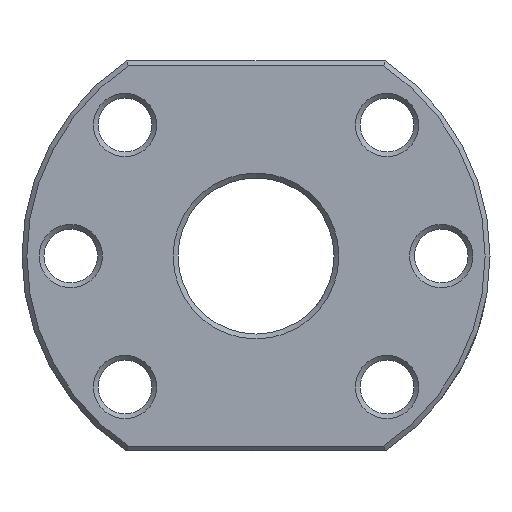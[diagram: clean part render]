
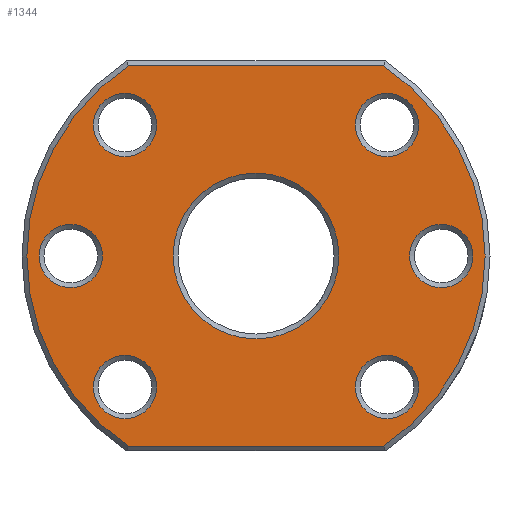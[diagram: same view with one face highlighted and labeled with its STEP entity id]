
A CAD part, front view. The second image highlights one B-rep face of the part: STEP entity #1344.
In plain terms, the highlighted planar face has unit normal (0, -1, 0).
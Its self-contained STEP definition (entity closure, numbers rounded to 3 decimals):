
#17=FACE_BOUND('',#238,.T.);
#18=FACE_BOUND('',#239,.T.);
#19=FACE_BOUND('',#240,.T.);
#20=FACE_BOUND('',#241,.T.);
#21=FACE_BOUND('',#242,.T.);
#22=FACE_BOUND('',#243,.T.);
#23=FACE_BOUND('',#244,.T.);
#56=PLANE('',#1442);
#76=CIRCLE('',#1441,8.5);
#77=CIRCLE('',#1443,23.5);
#78=CIRCLE('',#1444,23.5);
#79=CIRCLE('',#1445,3.25);
#80=CIRCLE('',#1446,3.25);
#81=CIRCLE('',#1447,3.25);
#82=CIRCLE('',#1448,3.25);
#83=CIRCLE('',#1449,3.25);
#84=CIRCLE('',#1450,3.25);
#156=FACE_OUTER_BOUND('',#237,.T.);
#237=EDGE_LOOP('',(#1104,#1105,#1106,#1107));
#238=EDGE_LOOP('',(#1108));
#239=EDGE_LOOP('',(#1109));
#240=EDGE_LOOP('',(#1110));
#241=EDGE_LOOP('',(#1111));
#242=EDGE_LOOP('',(#1112));
#243=EDGE_LOOP('',(#1113));
#244=EDGE_LOOP('',(#1114));
#415=LINE('',#4256,#484);
#416=LINE('',#4259,#485);
#484=VECTOR('',#1653,10.);
#485=VECTOR('',#1656,10.);
#601=VERTEX_POINT('',#4248);
#602=VERTEX_POINT('',#4252);
#603=VERTEX_POINT('',#4253);
#604=VERTEX_POINT('',#4255);
#605=VERTEX_POINT('',#4257);
#606=VERTEX_POINT('',#4260);
#607=VERTEX_POINT('',#4262);
#608=VERTEX_POINT('',#4264);
#609=VERTEX_POINT('',#4266);
#610=VERTEX_POINT('',#4268);
#611=VERTEX_POINT('',#4270);
#773=EDGE_CURVE('',#601,#601,#76,.T.);
#774=EDGE_CURVE('',#602,#603,#77,.T.);
#775=EDGE_CURVE('',#604,#602,#415,.T.);
#776=EDGE_CURVE('',#605,#604,#78,.T.);
#777=EDGE_CURVE('',#603,#605,#416,.T.);
#778=EDGE_CURVE('',#606,#606,#79,.T.);
#779=EDGE_CURVE('',#607,#607,#80,.T.);
#780=EDGE_CURVE('',#608,#608,#81,.T.);
#781=EDGE_CURVE('',#609,#609,#82,.T.);
#782=EDGE_CURVE('',#610,#610,#83,.T.);
#783=EDGE_CURVE('',#611,#611,#84,.T.);
#1104=ORIENTED_EDGE('',*,*,#774,.F.);
#1105=ORIENTED_EDGE('',*,*,#775,.F.);
#1106=ORIENTED_EDGE('',*,*,#776,.F.);
#1107=ORIENTED_EDGE('',*,*,#777,.F.);
#1108=ORIENTED_EDGE('',*,*,#778,.T.);
#1109=ORIENTED_EDGE('',*,*,#779,.T.);
#1110=ORIENTED_EDGE('',*,*,#780,.T.);
#1111=ORIENTED_EDGE('',*,*,#781,.T.);
#1112=ORIENTED_EDGE('',*,*,#782,.T.);
#1113=ORIENTED_EDGE('',*,*,#783,.T.);
#1114=ORIENTED_EDGE('',*,*,#773,.F.);
#1344=ADVANCED_FACE('',(#156,#17,#18,#19,#20,#21,#22,#23),#56,.F.);
#1441=AXIS2_PLACEMENT_3D('',#4250,#1647,#1648);
#1442=AXIS2_PLACEMENT_3D('',#4251,#1649,#1650);
#1443=AXIS2_PLACEMENT_3D('',#4254,#1651,#1652);
#1444=AXIS2_PLACEMENT_3D('',#4258,#1654,#1655);
#1445=AXIS2_PLACEMENT_3D('',#4261,#1657,#1658);
#1446=AXIS2_PLACEMENT_3D('',#4263,#1659,#1660);
#1447=AXIS2_PLACEMENT_3D('',#4265,#1661,#1662);
#1448=AXIS2_PLACEMENT_3D('',#4267,#1663,#1664);
#1449=AXIS2_PLACEMENT_3D('',#4269,#1665,#1666);
#1450=AXIS2_PLACEMENT_3D('',#4271,#1667,#1668);
#1647=DIRECTION('center_axis',(0.,-1.,0.));
#1648=DIRECTION('ref_axis',(1.,0.,0.));
#1649=DIRECTION('center_axis',(0.,1.,0.));
#1650=DIRECTION('ref_axis',(1.,0.,0.));
#1651=DIRECTION('center_axis',(0.,1.,0.));
#1652=DIRECTION('ref_axis',(-0.553,0.,-0.833));
#1653=DIRECTION('',(-1.,0.,0.));
#1654=DIRECTION('center_axis',(0.,1.,0.));
#1655=DIRECTION('ref_axis',(0.553,0.,0.833));
#1656=DIRECTION('',(1.,0.,0.));
#1657=DIRECTION('center_axis',(0.,1.,0.));
#1658=DIRECTION('ref_axis',(0.,0.,-1.));
#1659=DIRECTION('center_axis',(0.,1.,0.));
#1660=DIRECTION('ref_axis',(0.,0.,-1.));
#1661=DIRECTION('center_axis',(0.,1.,0.));
#1662=DIRECTION('ref_axis',(0.,0.,-1.));
#1663=DIRECTION('center_axis',(0.,1.,0.));
#1664=DIRECTION('ref_axis',(0.,0.,-1.));
#1665=DIRECTION('center_axis',(0.,1.,0.));
#1666=DIRECTION('ref_axis',(0.,0.,-1.));
#1667=DIRECTION('center_axis',(0.,1.,0.));
#1668=DIRECTION('ref_axis',(0.,0.,-1.));
#4248=CARTESIAN_POINT('',(-8.5,0.,0.));
#4250=CARTESIAN_POINT('Origin',(0.,0.,0.));
#4251=CARTESIAN_POINT('Origin',(0.,0.,0.));
#4252=CARTESIAN_POINT('',(-13.115,0.,-19.5));
#4253=CARTESIAN_POINT('',(-13.115,0.,19.5));
#4254=CARTESIAN_POINT('Origin',(0.,0.,0.));
#4255=CARTESIAN_POINT('',(13.115,0.,-19.5));
#4256=CARTESIAN_POINT('',(6.633,0.,-19.5));
#4257=CARTESIAN_POINT('',(13.115,0.,19.5));
#4258=CARTESIAN_POINT('Origin',(0.,0.,0.));
#4259=CARTESIAN_POINT('',(-6.633,0.,19.5));
#4260=CARTESIAN_POINT('',(19.,0.,3.25));
#4261=CARTESIAN_POINT('Origin',(19.,0.,0.));
#4262=CARTESIAN_POINT('',(-13.435,0.,-10.185));
#4263=CARTESIAN_POINT('Origin',(-13.435,0.,-13.435));
#4264=CARTESIAN_POINT('',(-13.435,0.,16.685));
#4265=CARTESIAN_POINT('Origin',(-13.435,0.,13.435));
#4266=CARTESIAN_POINT('',(-19.,0.,3.25));
#4267=CARTESIAN_POINT('Origin',(-19.,0.,0.));
#4268=CARTESIAN_POINT('',(13.435,0.,-10.185));
#4269=CARTESIAN_POINT('Origin',(13.435,0.,-13.435));
#4270=CARTESIAN_POINT('',(13.435,0.,16.685));
#4271=CARTESIAN_POINT('Origin',(13.435,0.,13.435));
